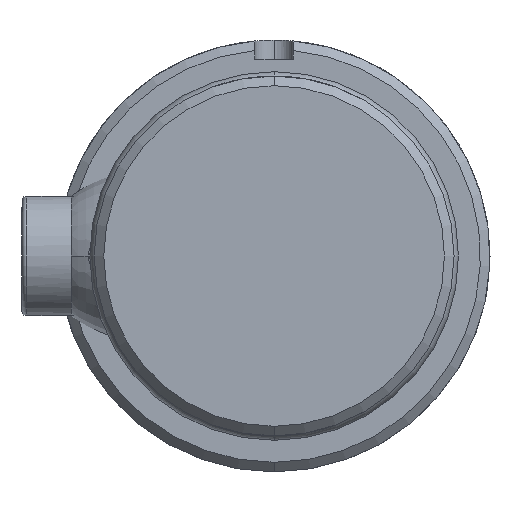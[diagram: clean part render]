
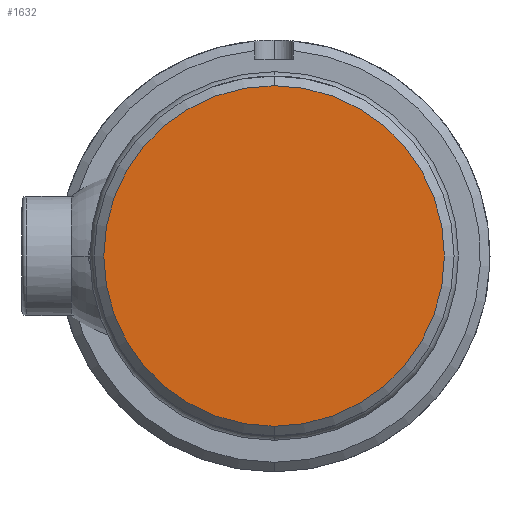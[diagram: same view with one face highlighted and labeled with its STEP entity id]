
A CAD part, left-side view. The second image highlights one B-rep face of the part: STEP entity #1632.
In plain terms, the highlighted planar face has unit normal (-1, 0, 0).
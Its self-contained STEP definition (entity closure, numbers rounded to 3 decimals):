
#140 = CARTESIAN_POINT ( 'NONE',  ( 0., 0., 0. ) ) ;
#226 = AXIS2_PLACEMENT_3D ( 'NONE', #1870, #688, #2080 ) ;
#341 = DIRECTION ( 'NONE',  ( 0., 0., -1. ) ) ;
#406 = EDGE_CURVE ( 'NONE', #2528, #477, #2332, .T. ) ;
#475 = EDGE_CURVE ( 'NONE', #477, #2528, #613, .T. ) ;
#477 = VERTEX_POINT ( 'NONE', #2532 ) ;
#553 = AXIS2_PLACEMENT_3D ( 'NONE', #1880, #700, #2089 ) ;
#613 = CIRCLE ( 'NONE', #1352, 35.5 ) ;
#688 = DIRECTION ( 'NONE',  ( 1., 0., 0. ) ) ;
#700 = DIRECTION ( 'NONE',  ( -1., 0., 0. ) ) ;
#1283 = EDGE_LOOP ( 'NONE', ( #1702, #2221 ) ) ;
#1352 = AXIS2_PLACEMENT_3D ( 'NONE', #140, #1526, #341 ) ;
#1421 = FACE_OUTER_BOUND ( 'NONE', #1283, .T. ) ;
#1526 = DIRECTION ( 'NONE',  ( -1., 0., 0. ) ) ;
#1632 = ADVANCED_FACE ( 'NONE', ( #1421 ), #1676, .F. ) ;
#1676 = PLANE ( 'NONE',  #226 ) ;
#1702 = ORIENTED_EDGE ( 'NONE', *, *, #406, .T. ) ;
#1870 = CARTESIAN_POINT ( 'NONE',  ( 0., 0., 0. ) ) ;
#1880 = CARTESIAN_POINT ( 'NONE',  ( 0., 0., 0. ) ) ;
#2080 = DIRECTION ( 'NONE',  ( 0., 0., -1. ) ) ;
#2089 = DIRECTION ( 'NONE',  ( 0., 0., -1. ) ) ;
#2221 = ORIENTED_EDGE ( 'NONE', *, *, #475, .T. ) ;
#2332 = CIRCLE ( 'NONE', #553, 35.5 ) ;
#2439 = CARTESIAN_POINT ( 'NONE',  ( 0., 0., -35.5 ) ) ;
#2528 = VERTEX_POINT ( 'NONE', #2439 ) ;
#2532 = CARTESIAN_POINT ( 'NONE',  ( 0., 0., 35.5 ) ) ;
